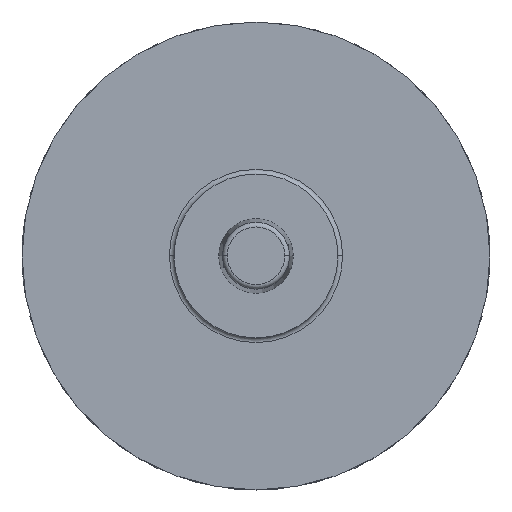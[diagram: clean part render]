
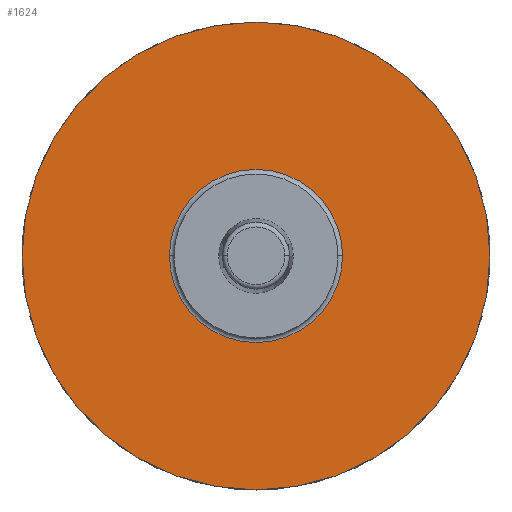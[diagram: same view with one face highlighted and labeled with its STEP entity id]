
A CAD part, top view. The second image highlights one B-rep face of the part: STEP entity #1624.
In plain terms, the highlighted planar face has unit normal (0, 0, 1).
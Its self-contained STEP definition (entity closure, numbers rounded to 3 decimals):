
#31 = EDGE_LOOP ( 'NONE', ( #1220, #1054 ) ) ;
#36 = CARTESIAN_POINT ( 'NONE',  ( 0., 0., 38. ) ) ;
#165 = FACE_OUTER_BOUND ( 'NONE', #1350, .T. ) ;
#209 = DIRECTION ( 'NONE',  ( -1., 0., 0. ) ) ;
#256 = EDGE_CURVE ( 'NONE', #1743, #1539, #1506, .T. ) ;
#260 = VERTEX_POINT ( 'NONE', #1547 ) ;
#288 = CIRCLE ( 'NONE', #751, 18.5 ) ;
#397 = ORIENTED_EDGE ( 'NONE', *, *, #1268, .F. ) ;
#438 = DIRECTION ( 'NONE',  ( -1., 0., 0. ) ) ;
#479 = VERTEX_POINT ( 'NONE', #1756 ) ;
#482 = CARTESIAN_POINT ( 'NONE',  ( 0., 0., 38. ) ) ;
#555 = ORIENTED_EDGE ( 'NONE', *, *, #1358, .F. ) ;
#563 = PLANE ( 'NONE',  #776 ) ;
#631 = DIRECTION ( 'NONE',  ( -1., 0., 0. ) ) ;
#751 = AXIS2_PLACEMENT_3D ( 'NONE', #882, #1714, #631 ) ;
#776 = AXIS2_PLACEMENT_3D ( 'NONE', #36, #1374, #438 ) ;
#817 = DIRECTION ( 'NONE',  ( 0., 0., -1. ) ) ;
#819 = FACE_BOUND ( 'NONE', #31, .T. ) ;
#879 = CARTESIAN_POINT ( 'NONE',  ( -18.5, 0., 38. ) ) ;
#882 = CARTESIAN_POINT ( 'NONE',  ( 0., 0., 38. ) ) ;
#959 = AXIS2_PLACEMENT_3D ( 'NONE', #482, #1436, #1288 ) ;
#1054 = ORIENTED_EDGE ( 'NONE', *, *, #1259, .T. ) ;
#1124 = DIRECTION ( 'NONE',  ( 0., 0., -1. ) ) ;
#1214 = CARTESIAN_POINT ( 'NONE',  ( 18.5, 0., 38. ) ) ;
#1220 = ORIENTED_EDGE ( 'NONE', *, *, #256, .T. ) ;
#1259 = EDGE_CURVE ( 'NONE', #1539, #1743, #288, .T. ) ;
#1268 = EDGE_CURVE ( 'NONE', #260, #479, #1706, .T. ) ;
#1288 = DIRECTION ( 'NONE',  ( -1., 0., 0. ) ) ;
#1350 = EDGE_LOOP ( 'NONE', ( #555, #397 ) ) ;
#1358 = EDGE_CURVE ( 'NONE', #479, #260, #1548, .T. ) ;
#1369 = DIRECTION ( 'NONE',  ( -1., 0., 0. ) ) ;
#1374 = DIRECTION ( 'NONE',  ( 0., 0., -1. ) ) ;
#1436 = DIRECTION ( 'NONE',  ( 0., 0., -1. ) ) ;
#1506 = CIRCLE ( 'NONE', #1671, 18.5 ) ;
#1539 = VERTEX_POINT ( 'NONE', #1214 ) ;
#1547 = CARTESIAN_POINT ( 'NONE',  ( 50., 0., 38. ) ) ;
#1548 = CIRCLE ( 'NONE', #1716, 50. ) ;
#1553 = CARTESIAN_POINT ( 'NONE',  ( 0., 0., 38. ) ) ;
#1624 = ADVANCED_FACE ( 'NONE', ( #819, #165 ), #563, .F. ) ;
#1654 = CARTESIAN_POINT ( 'NONE',  ( 0., 0., 38. ) ) ;
#1671 = AXIS2_PLACEMENT_3D ( 'NONE', #1553, #1124, #209 ) ;
#1706 = CIRCLE ( 'NONE', #959, 50. ) ;
#1714 = DIRECTION ( 'NONE',  ( 0., 0., -1. ) ) ;
#1716 = AXIS2_PLACEMENT_3D ( 'NONE', #1654, #817, #1369 ) ;
#1743 = VERTEX_POINT ( 'NONE', #879 ) ;
#1756 = CARTESIAN_POINT ( 'NONE',  ( -50., 0., 38. ) ) ;
